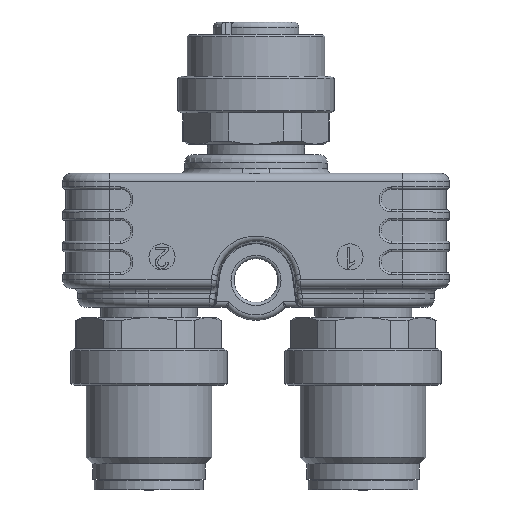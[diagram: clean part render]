
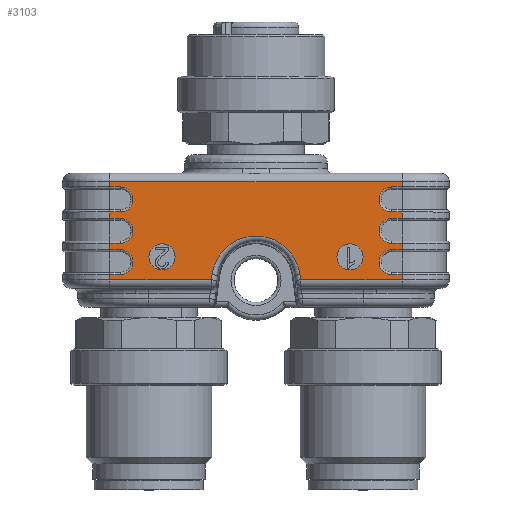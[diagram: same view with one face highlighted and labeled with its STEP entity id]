
A CAD part, top view. The second image highlights one B-rep face of the part: STEP entity #3103.
In plain terms, the highlighted planar face has unit normal (0, 0, 1).
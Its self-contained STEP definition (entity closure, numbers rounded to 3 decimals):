
#464=FACE_BOUND('',#5050,.T.);
#465=FACE_BOUND('',#5051,.T.);
#466=FACE_BOUND('',#5052,.T.);
#740=PLANE('',#15754);
#1083=LINE('',#20716,#1975);
#1089=LINE('',#20739,#1981);
#1095=LINE('',#20758,#1987);
#1101=LINE('',#20781,#1993);
#1107=LINE('',#20800,#1999);
#1113=LINE('',#20823,#2005);
#1169=LINE('',#21005,#2061);
#1170=LINE('',#21007,#2062);
#1171=LINE('',#21009,#2063);
#1172=LINE('',#21011,#2064);
#1173=LINE('',#21015,#2065);
#1174=LINE('',#21016,#2066);
#1175=LINE('',#21020,#2067);
#1176=LINE('',#21021,#2068);
#1177=LINE('',#21025,#2069);
#1178=LINE('',#21026,#2070);
#1179=LINE('',#21027,#2071);
#1180=LINE('',#21031,#2072);
#1181=LINE('',#21032,#2073);
#1182=LINE('',#21036,#2074);
#1183=LINE('',#21037,#2075);
#1184=LINE('',#21041,#2076);
#1185=LINE('',#21043,#2077);
#1186=LINE('',#21045,#2078);
#1187=LINE('',#21047,#2079);
#1975=VECTOR('',#16981,1.);
#1981=VECTOR('',#17003,1.);
#1987=VECTOR('',#17021,1.);
#1993=VECTOR('',#17043,1.);
#1999=VECTOR('',#17061,1.);
#2005=VECTOR('',#17083,1.);
#2061=VECTOR('',#17229,1.);
#2062=VECTOR('',#17230,1.);
#2063=VECTOR('',#17231,1.);
#2064=VECTOR('',#17232,1.);
#2065=VECTOR('',#17235,1.);
#2066=VECTOR('',#17236,1.);
#2067=VECTOR('',#17239,1.);
#2068=VECTOR('',#17240,1.);
#2069=VECTOR('',#17243,1.);
#2070=VECTOR('',#17244,1.);
#2071=VECTOR('',#17245,1.);
#2072=VECTOR('',#17248,1.);
#2073=VECTOR('',#17249,1.);
#2074=VECTOR('',#17252,1.);
#2075=VECTOR('',#17253,1.);
#2076=VECTOR('',#17256,1.);
#2077=VECTOR('',#17257,1.);
#2078=VECTOR('',#17258,1.);
#2079=VECTOR('',#17259,1.);
#3103=ADVANCED_FACE('',(#464,#465,#466),#740,.F.);
#5050=EDGE_LOOP('',(#6872));
#5051=EDGE_LOOP('',(#6873));
#5052=EDGE_LOOP('',(#6874,#6875,#6876,#6877,#6878,#6879,#6880,#6881,#6882,
#6883,#6884,#6885,#6886,#6887,#6888,#6889,#6890,#6891,#6892,#6893,#6894,
#6895,#6896,#6897,#6898,#6899,#6900,#6901,#6902,#6903,#6904,#6905));
#6141=CIRCLE('',#15745,1.25);
#6142=CIRCLE('',#15746,1.25);
#6143=CIRCLE('',#15747,4.245);
#6144=CIRCLE('',#15748,1.2);
#6145=CIRCLE('',#15749,1.2);
#6146=CIRCLE('',#15750,1.2);
#6147=CIRCLE('',#15751,1.2);
#6148=CIRCLE('',#15752,1.2);
#6149=CIRCLE('',#15753,1.2);
#6872=ORIENTED_EDGE('',*,*,#12661,.F.);
#6873=ORIENTED_EDGE('',*,*,#12662,.F.);
#6874=ORIENTED_EDGE('',*,*,#12663,.T.);
#6875=ORIENTED_EDGE('',*,*,#12664,.T.);
#6876=ORIENTED_EDGE('',*,*,#12665,.T.);
#6877=ORIENTED_EDGE('',*,*,#12666,.T.);
#6878=ORIENTED_EDGE('',*,*,#12667,.T.);
#6879=ORIENTED_EDGE('',*,*,#12668,.T.);
#6880=ORIENTED_EDGE('',*,*,#12669,.T.);
#6881=ORIENTED_EDGE('',*,*,#12555,.T.);
#6882=ORIENTED_EDGE('',*,*,#12670,.T.);
#6883=ORIENTED_EDGE('',*,*,#12671,.T.);
#6884=ORIENTED_EDGE('',*,*,#12672,.T.);
#6885=ORIENTED_EDGE('',*,*,#12575,.T.);
#6886=ORIENTED_EDGE('',*,*,#12673,.T.);
#6887=ORIENTED_EDGE('',*,*,#12674,.T.);
#6888=ORIENTED_EDGE('',*,*,#12675,.T.);
#6889=ORIENTED_EDGE('',*,*,#12564,.T.);
#6890=ORIENTED_EDGE('',*,*,#12676,.T.);
#6891=ORIENTED_EDGE('',*,*,#12535,.T.);
#6892=ORIENTED_EDGE('',*,*,#12677,.T.);
#6893=ORIENTED_EDGE('',*,*,#12678,.T.);
#6894=ORIENTED_EDGE('',*,*,#12679,.T.);
#6895=ORIENTED_EDGE('',*,*,#12544,.T.);
#6896=ORIENTED_EDGE('',*,*,#12680,.T.);
#6897=ORIENTED_EDGE('',*,*,#12681,.T.);
#6898=ORIENTED_EDGE('',*,*,#12682,.T.);
#6899=ORIENTED_EDGE('',*,*,#12524,.T.);
#6900=ORIENTED_EDGE('',*,*,#12683,.T.);
#6901=ORIENTED_EDGE('',*,*,#12684,.T.);
#6902=ORIENTED_EDGE('',*,*,#12685,.T.);
#6903=ORIENTED_EDGE('',*,*,#12686,.T.);
#6904=ORIENTED_EDGE('',*,*,#12687,.T.);
#6905=ORIENTED_EDGE('',*,*,#12688,.T.);
#11052=VERTEX_POINT('',#20717);
#11053=VERTEX_POINT('',#20718);
#11060=VERTEX_POINT('',#20738);
#11061=VERTEX_POINT('',#20740);
#11068=VERTEX_POINT('',#20759);
#11069=VERTEX_POINT('',#20760);
#11076=VERTEX_POINT('',#20780);
#11077=VERTEX_POINT('',#20782);
#11084=VERTEX_POINT('',#20801);
#11085=VERTEX_POINT('',#20802);
#11092=VERTEX_POINT('',#20822);
#11093=VERTEX_POINT('',#20824);
#11170=VERTEX_POINT('',#20999);
#11171=VERTEX_POINT('',#21001);
#11172=VERTEX_POINT('',#21003);
#11173=VERTEX_POINT('',#21004);
#11174=VERTEX_POINT('',#21006);
#11175=VERTEX_POINT('',#21008);
#11176=VERTEX_POINT('',#21010);
#11177=VERTEX_POINT('',#21012);
#11178=VERTEX_POINT('',#21014);
#11179=VERTEX_POINT('',#21017);
#11180=VERTEX_POINT('',#21019);
#11181=VERTEX_POINT('',#21022);
#11182=VERTEX_POINT('',#21024);
#11183=VERTEX_POINT('',#21028);
#11184=VERTEX_POINT('',#21030);
#11185=VERTEX_POINT('',#21033);
#11186=VERTEX_POINT('',#21035);
#11187=VERTEX_POINT('',#21038);
#11188=VERTEX_POINT('',#21040);
#11189=VERTEX_POINT('',#21042);
#11190=VERTEX_POINT('',#21044);
#11191=VERTEX_POINT('',#21046);
#12524=EDGE_CURVE('',#11052,#11053,#1083,.T.);
#12535=EDGE_CURVE('',#11061,#11060,#1089,.T.);
#12544=EDGE_CURVE('',#11068,#11069,#1095,.T.);
#12555=EDGE_CURVE('',#11077,#11076,#1101,.T.);
#12564=EDGE_CURVE('',#11084,#11085,#1107,.T.);
#12575=EDGE_CURVE('',#11093,#11092,#1113,.T.);
#12661=EDGE_CURVE('',#11170,#11170,#6141,.T.);
#12662=EDGE_CURVE('',#11171,#11171,#6142,.T.);
#12663=EDGE_CURVE('',#11172,#11173,#6143,.T.);
#12664=EDGE_CURVE('',#11173,#11174,#1169,.T.);
#12665=EDGE_CURVE('',#11174,#11175,#1170,.T.);
#12666=EDGE_CURVE('',#11175,#11176,#1171,.T.);
#12667=EDGE_CURVE('',#11176,#11177,#1172,.T.);
#12668=EDGE_CURVE('',#11177,#11178,#6144,.T.);
#12669=EDGE_CURVE('',#11178,#11077,#1173,.T.);
#12670=EDGE_CURVE('',#11076,#11179,#1174,.T.);
#12671=EDGE_CURVE('',#11179,#11180,#6145,.T.);
#12672=EDGE_CURVE('',#11180,#11093,#1175,.T.);
#12673=EDGE_CURVE('',#11092,#11181,#1176,.T.);
#12674=EDGE_CURVE('',#11181,#11182,#6146,.T.);
#12675=EDGE_CURVE('',#11182,#11084,#1177,.T.);
#12676=EDGE_CURVE('',#11085,#11061,#1178,.T.);
#12677=EDGE_CURVE('',#11060,#11183,#1179,.T.);
#12678=EDGE_CURVE('',#11183,#11184,#6147,.T.);
#12679=EDGE_CURVE('',#11184,#11068,#1180,.T.);
#12680=EDGE_CURVE('',#11069,#11185,#1181,.T.);
#12681=EDGE_CURVE('',#11185,#11186,#6148,.T.);
#12682=EDGE_CURVE('',#11186,#11052,#1182,.T.);
#12683=EDGE_CURVE('',#11053,#11187,#1183,.T.);
#12684=EDGE_CURVE('',#11187,#11188,#6149,.T.);
#12685=EDGE_CURVE('',#11188,#11189,#1184,.T.);
#12686=EDGE_CURVE('',#11189,#11190,#1185,.T.);
#12687=EDGE_CURVE('',#11190,#11191,#1186,.T.);
#12688=EDGE_CURVE('',#11191,#11172,#1187,.T.);
#15745=AXIS2_PLACEMENT_3D('',#20998,#17223,#17224);
#15746=AXIS2_PLACEMENT_3D('',#21000,#17225,#17226);
#15747=AXIS2_PLACEMENT_3D('',#21002,#17227,#17228);
#15748=AXIS2_PLACEMENT_3D('',#21013,#17233,#17234);
#15749=AXIS2_PLACEMENT_3D('',#21018,#17237,#17238);
#15750=AXIS2_PLACEMENT_3D('',#21023,#17241,#17242);
#15751=AXIS2_PLACEMENT_3D('',#21029,#17246,#17247);
#15752=AXIS2_PLACEMENT_3D('',#21034,#17250,#17251);
#15753=AXIS2_PLACEMENT_3D('',#21039,#17254,#17255);
#15754=AXIS2_PLACEMENT_3D('',#21048,#17260,#17261);
#16981=DIRECTION('',(0.,-1.,0.));
#17003=DIRECTION('',(0.,-1.,0.));
#17021=DIRECTION('',(0.,-1.,0.));
#17043=DIRECTION('',(0.,1.,0.));
#17061=DIRECTION('',(0.,1.,0.));
#17083=DIRECTION('',(0.,1.,0.));
#17223=DIRECTION('',(0.,0.,1.));
#17224=DIRECTION('',(-1.,0.,0.));
#17225=DIRECTION('',(0.,0.,1.));
#17226=DIRECTION('',(-1.,0.,0.));
#17227=DIRECTION('',(0.,0.,-1.));
#17228=DIRECTION('',(-1.,0.,0.));
#17229=DIRECTION('',(0.131,-0.991,0.));
#17230=DIRECTION('',(1.,0.,0.));
#17231=DIRECTION('',(0.,1.,0.));
#17232=DIRECTION('',(-1.,0.,0.));
#17233=DIRECTION('',(0.,0.,-1.));
#17234=DIRECTION('',(-1.,0.,0.));
#17235=DIRECTION('',(1.,0.,0.));
#17236=DIRECTION('',(-1.,0.,0.));
#17237=DIRECTION('',(0.,0.,-1.));
#17238=DIRECTION('',(-1.,0.,0.));
#17239=DIRECTION('',(1.,0.,0.));
#17240=DIRECTION('',(-1.,0.,0.));
#17241=DIRECTION('',(0.,0.,-1.));
#17242=DIRECTION('',(-1.,0.,0.));
#17243=DIRECTION('',(1.,0.,0.));
#17244=DIRECTION('',(-1.,0.,0.));
#17245=DIRECTION('',(1.,0.,0.));
#17246=DIRECTION('',(0.,0.,-1.));
#17247=DIRECTION('',(-1.,0.,0.));
#17248=DIRECTION('',(-1.,0.,0.));
#17249=DIRECTION('',(1.,0.,0.));
#17250=DIRECTION('',(0.,0.,-1.));
#17251=DIRECTION('',(-1.,0.,0.));
#17252=DIRECTION('',(-1.,0.,0.));
#17253=DIRECTION('',(1.,0.,0.));
#17254=DIRECTION('',(0.,0.,-1.));
#17255=DIRECTION('',(-1.,0.,0.));
#17256=DIRECTION('',(-1.,0.,0.));
#17257=DIRECTION('',(0.,-1.,0.));
#17258=DIRECTION('',(1.,0.,0.));
#17259=DIRECTION('',(0.131,0.991,0.));
#17260=DIRECTION('',(0.,0.,-1.));
#17261=DIRECTION('',(-1.,0.,0.));
#20716=CARTESIAN_POINT('',(-14.,-5.5,8.));
#20717=CARTESIAN_POINT('',(-14.,-1.2,8.));
#20718=CARTESIAN_POINT('',(-14.,-1.8,8.));
#20738=CARTESIAN_POINT('',(-14.,4.2,8.));
#20739=CARTESIAN_POINT('',(-14.,-5.5,8.));
#20740=CARTESIAN_POINT('',(-14.,4.7,8.));
#20758=CARTESIAN_POINT('',(-14.,-5.5,8.));
#20759=CARTESIAN_POINT('',(-14.,1.8,8.));
#20760=CARTESIAN_POINT('',(-14.,1.2,8.));
#20780=CARTESIAN_POINT('',(14.,-1.2,8.));
#20781=CARTESIAN_POINT('',(14.,-5.5,8.));
#20782=CARTESIAN_POINT('',(14.,-1.8,8.));
#20800=CARTESIAN_POINT('',(14.,-5.5,8.));
#20801=CARTESIAN_POINT('',(14.,4.2,8.));
#20802=CARTESIAN_POINT('',(14.,4.7,8.));
#20822=CARTESIAN_POINT('',(14.,1.8,8.));
#20823=CARTESIAN_POINT('',(14.,-5.5,8.));
#20824=CARTESIAN_POINT('',(14.,1.2,8.));
#20998=CARTESIAN_POINT('',(9.,-2.5,8.));
#20999=CARTESIAN_POINT('',(7.75,-2.5,8.));
#21000=CARTESIAN_POINT('',(-9.,-2.5,8.));
#21001=CARTESIAN_POINT('',(-10.25,-2.5,8.));
#21002=CARTESIAN_POINT('',(0.,-4.75,8.));
#21003=CARTESIAN_POINT('',(-4.208,-4.196,8.));
#21004=CARTESIAN_POINT('',(4.208,-4.196,8.));
#21005=CARTESIAN_POINT('',(4.267,-4.638,8.));
#21006=CARTESIAN_POINT('',(4.275,-4.7,8.));
#21007=CARTESIAN_POINT('',(18.5,-4.7,8.));
#21008=CARTESIAN_POINT('',(14.,-4.7,8.));
#21009=CARTESIAN_POINT('',(14.,-5.5,8.));
#21010=CARTESIAN_POINT('',(14.,-4.2,8.));
#21011=CARTESIAN_POINT('',(18.5,-4.2,8.));
#21012=CARTESIAN_POINT('',(13.,-4.2,8.));
#21013=CARTESIAN_POINT('',(13.,-3.,8.));
#21014=CARTESIAN_POINT('',(13.,-1.8,8.));
#21015=CARTESIAN_POINT('',(14.,-1.8,8.));
#21016=CARTESIAN_POINT('',(18.5,-1.2,8.));
#21017=CARTESIAN_POINT('',(13.,-1.2,8.));
#21018=CARTESIAN_POINT('',(13.,0.,8.));
#21019=CARTESIAN_POINT('',(13.,1.2,8.));
#21020=CARTESIAN_POINT('',(14.,1.2,8.));
#21021=CARTESIAN_POINT('',(18.5,1.8,8.));
#21022=CARTESIAN_POINT('',(13.,1.8,8.));
#21023=CARTESIAN_POINT('',(13.,3.,8.));
#21024=CARTESIAN_POINT('',(13.,4.2,8.));
#21025=CARTESIAN_POINT('',(14.,4.2,8.));
#21026=CARTESIAN_POINT('',(18.5,4.7,8.));
#21027=CARTESIAN_POINT('',(-13.,4.2,8.));
#21028=CARTESIAN_POINT('',(-13.,4.2,8.));
#21029=CARTESIAN_POINT('',(-13.,3.,8.));
#21030=CARTESIAN_POINT('',(-13.,1.8,8.));
#21031=CARTESIAN_POINT('',(18.5,1.8,8.));
#21032=CARTESIAN_POINT('',(-13.,1.2,8.));
#21033=CARTESIAN_POINT('',(-13.,1.2,8.));
#21034=CARTESIAN_POINT('',(-13.,0.,8.));
#21035=CARTESIAN_POINT('',(-13.,-1.2,8.));
#21036=CARTESIAN_POINT('',(18.5,-1.2,8.));
#21037=CARTESIAN_POINT('',(-13.,-1.8,8.));
#21038=CARTESIAN_POINT('',(-13.,-1.8,8.));
#21039=CARTESIAN_POINT('',(-13.,-3.,8.));
#21040=CARTESIAN_POINT('',(-13.,-4.2,8.));
#21041=CARTESIAN_POINT('',(18.5,-4.2,8.));
#21042=CARTESIAN_POINT('',(-14.,-4.2,8.));
#21043=CARTESIAN_POINT('',(-14.,-5.5,8.));
#21044=CARTESIAN_POINT('',(-14.,-4.7,8.));
#21045=CARTESIAN_POINT('',(-3.902,-4.7,8.));
#21046=CARTESIAN_POINT('',(-4.275,-4.7,8.));
#21047=CARTESIAN_POINT('',(-4.208,-4.196,8.));
#21048=CARTESIAN_POINT('',(18.5,-5.5,8.));
